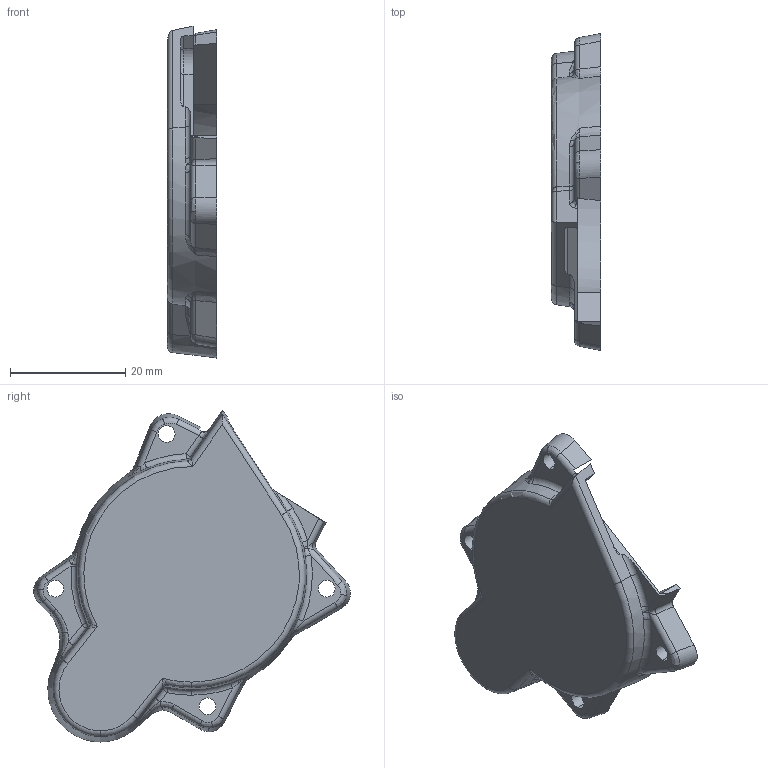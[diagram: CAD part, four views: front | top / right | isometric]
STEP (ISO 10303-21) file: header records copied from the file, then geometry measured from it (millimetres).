
FILE_DESCRIPTION (( 'STEP AP214' ), '1' );
FILE_NAME ('Counter Actuator Cover.STEP', '2025-07-06T08:34:22', ( '' ), ( '' ), 'SwSTEP 2.0', 'SolidWorks 2025', '' );
FILE_SCHEMA (( 'AUTOMOTIVE_DESIGN' ));
Length unit declared in the file: millimetre
Products named in the file (1): Counter Actuator Cover
Bounding box: 8.5 x 54.89 x 57.52 mm (x, y, z)
Volume: 6101.5 mm3; surface area: 5783.8 mm2
Topology: 1 solids, 1 shells, 159 faces, 397 edges, 231 vertices
Faces by surface type: cylinder 51, bspline 45, plane 35, torus 18, sphere 5, cone 5
Entity records: 5439 total; most frequent: CARTESIAN_POINT 2034, ORIENTED_EDGE 776, DIRECTION 645, EDGE_CURVE 388, AXIS2_PLACEMENT_3D 257, VERTEX_POINT 231, EDGE_LOOP 167, ADVANCED_FACE 159
